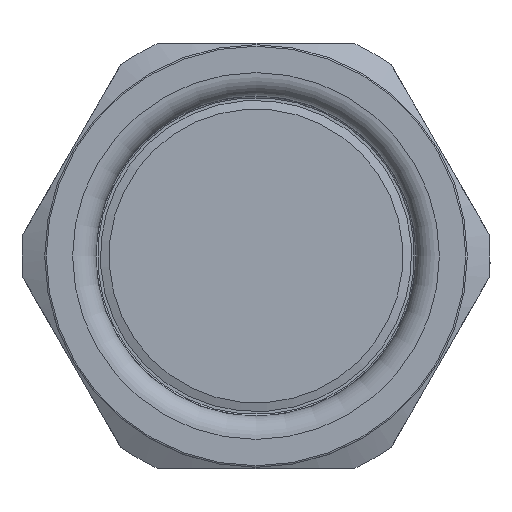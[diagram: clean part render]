
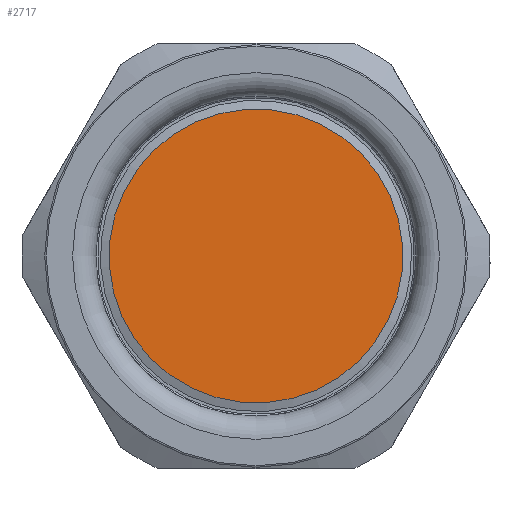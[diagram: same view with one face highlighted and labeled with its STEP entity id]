
A CAD part, left-side view. The second image highlights one B-rep face of the part: STEP entity #2717.
In plain terms, the highlighted face is planar.
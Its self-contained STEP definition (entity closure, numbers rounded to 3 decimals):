
#681=FACE_OUTER_BOUND('',#994,.T.);
#994=EDGE_LOOP('',(#2444));
#1170=CIRCLE('',#3154,19.);
#1453=VERTEX_POINT('',#14449);
#1782=EDGE_CURVE('',#1453,#1453,#1170,.T.);
#2444=ORIENTED_EDGE('',*,*,#1782,.T.);
#2516=PLANE('',#3155);
#2717=ADVANCED_FACE('',(#681),#2516,.T.);
#3154=AXIS2_PLACEMENT_3D('',#14450,#3948,#3949);
#3155=AXIS2_PLACEMENT_3D('',#14451,#3950,#3951);
#3948=DIRECTION('center_axis',(1.,0.,0.));
#3949=DIRECTION('ref_axis',(0.,0.,-1.));
#3950=DIRECTION('center_axis',(1.,0.,0.));
#3951=DIRECTION('ref_axis',(0.,0.,-1.));
#14449=CARTESIAN_POINT('',(0.37,19.,0.));
#14450=CARTESIAN_POINT('Origin',(0.37,0.,0.));
#14451=CARTESIAN_POINT('Origin',(0.37,0.,0.));
